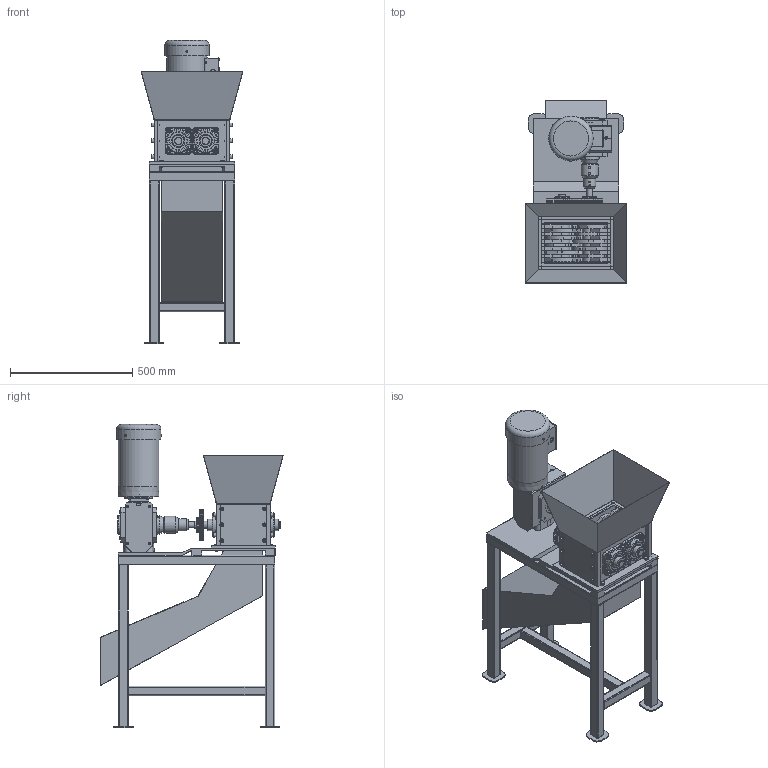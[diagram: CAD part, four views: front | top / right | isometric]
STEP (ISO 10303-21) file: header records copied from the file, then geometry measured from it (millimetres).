
FILE_DESCRIPTION(/* description */ (''),/* implementation_level */ '2;1');
FILE_NAME(/* name */ 'Assembly47.stp',/* time_stamp */ '2017-08-30T22:33:47+07:00',/* author */ ('Sigit'),/* organization */ (''),/* preprocessor_version */ 'ST-DEVELOPER v16.5',/* originating_system */ 'Autodesk Inventor 2017',/* authorisation */ '');
FILE_SCHEMA (('AUTOMOTIVE_DESIGN { 1 0 10303 214 3 1 1 }'));
Products named in the file (45): Assembly47; Assembly pisau ok; ISO 7089 - 36; shaft ok; shaft ok 1; AST_Bearings_FWS206-30AMM; Spur Gear2; Spur Gear1; housing; AS 1420 - 1973 - M12 x 30; AS 1420 - 1973 - M10 x 30; plate kiri; plate kanan; sirip; plate depan ok; Assembly bakal pisau; pisau ok1; bushingok; pisau ok2; pisau ok3; pisau ok4; pisau ok5; AS 1420 - 1973 - M10 x 25; PLATE BASE; motorcoupling; _0253-01790; _MA-028504ME-b; Part139; Frame0002; Skeleton0002; ISO 4019 - 40x40x2 - 660; ISO 4019 - 40x40x2 - 660.5; ISO 4019 - 40x40x2 - 660.5_1; ISO 4019 - 40x40x2 - 660_1; ISO 4019 - 40x40x2 - 640.5; ISO 4019 - 40x40x2 - 640.5_1; ISO 4019 - 40x40x2 - 349.5; ISO 4019 - 40x40x2 - 349.5_1; ISO 4019 - 40x40x2 - 269.5; ISO 4019 - 40x40x2 - 269.5_1 ...
Assembly tree (94 placements, depth 4):
  Assembly47
    Assembly pisau ok
      bushingok  x2
      ISO 7089 - 36  x4
      shaft ok
      shaft ok 1
      AST_Bearings_FWS206-30AMM  x4
      Spur Gear2
      Spur Gear1
      housing
      AS 1420 - 1973 - M12 x 30  x16
      AS 1420 - 1973 - M10 x 30
      plate kiri
      plate kanan
      sirip  x10
      plate depan ok  x2
      Assembly bakal pisau  x2
        pisau ok1
        bushingok
        pisau ok2
        pisau ok3
        pisau ok4
        pisau ok5
      AS 1420 - 1973 - M10 x 25  x12
    PLATE BASE
    motorcoupling
    _0253-01790
    _MA-028504ME-b
    Part139
    Frame0002
      Skeleton0002
      ISO 4019 - 40x40x2 - 660
      ISO 4019 - 40x40x2 - 660.5
      ISO 4019 - 40x40x2 - 660.5_1
      ISO 4019 - 40x40x2 - 660_1
      ISO 4019 - 40x40x2 - 640.5
      ISO 4019 - 40x40x2 - 640.5_1
      ISO 4019 - 40x40x2 - 349.5
      ISO 4019 - 40x40x2 - 349.5_1
      ISO 4019 - 40x40x2 - 269.5
      ISO 4019 - 40x40x2 - 269.5_1
      ISO 4019 - 40x40x2 - 560
      plate alas
    ANSI B18.2.3.1M - M10 x 1.5 x 25  x3
    hopper bottom
    hopper up
Bounding box: 417.18 x 746.59 x 1239.96 mm (x, y, z)
Volume: 27146916.9 mm3; surface area: 6717503.4 mm2
Topology: 101 solids, 111 shells, 3029 faces, 7465 edges, 4815 vertices
Faces by surface type: plane 1394, cylinder 1140, cone 211, torus 133, sphere 81, bspline 70
Full cylindrical faces by diameter (mm): 4.369 x2, 5.495 x10, 5.588 x4, 6.441 x8, 6.706 x5, 6.779 x1, 6.78 x1, 7.264 x8, 7.805 x4, 7.823 x4, 8 x6, 8.179 x6, 8.255 x3, 8.376 x12, 8.382 x4, 8.526 x2, 9.416 x8, 10 x16, 10.049 x1, 10.106 x16, 10.376 x20, 11 x12, 11.5 x16, 12 x16, 14 x4, 14.6 x3, 16 x13, 17.526 x4, 18 x16, 22.352 x1
Entity records: 61739 total; most frequent: CARTESIAN_POINT 12514, DIRECTION 10606, ORIENTED_EDGE 9230, EDGE_CURVE 4615, AXIS2_PLACEMENT_3D 4095, VERTEX_POINT 3194, EDGE_LOOP 2615, LINE 2416
